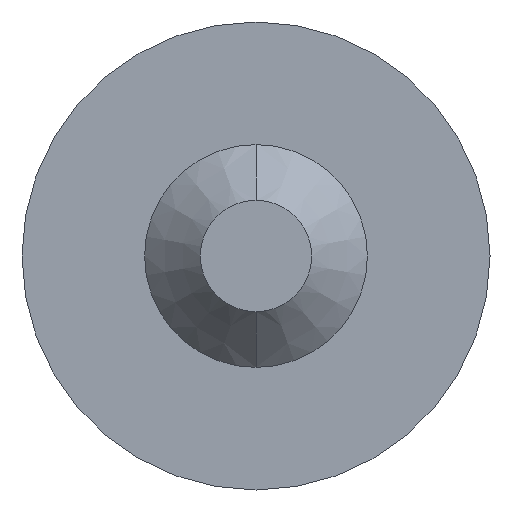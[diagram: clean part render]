
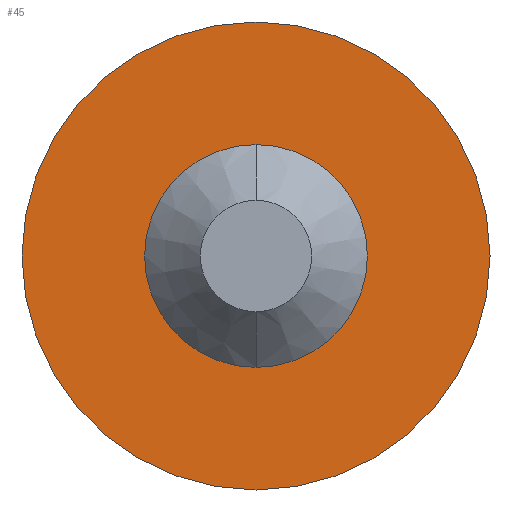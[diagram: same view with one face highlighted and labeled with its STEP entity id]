
A CAD part, front view. The second image highlights one B-rep face of the part: STEP entity #45.
In plain terms, the highlighted planar face has unit normal (0, -1, 0).
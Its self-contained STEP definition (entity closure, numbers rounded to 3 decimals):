
#38 = EDGE_CURVE ( 'NONE', #452, #44, #425, .T. ) ;
#44 = VERTEX_POINT ( 'NONE', #334 ) ;
#45 = ADVANCED_FACE ( 'NONE', ( #464, #47 ), #428, .F. ) ;
#47 = FACE_OUTER_BOUND ( 'NONE', #540, .T. ) ;
#53 = DIRECTION ( 'NONE',  ( 0., 0., 1. ) ) ;
#56 = CARTESIAN_POINT ( 'NONE',  ( 0., 0., 0. ) ) ;
#73 = CARTESIAN_POINT ( 'NONE',  ( 0., 0., 0. ) ) ;
#95 = CARTESIAN_POINT ( 'NONE',  ( 0., 0., -2.1 ) ) ;
#98 = ORIENTED_EDGE ( 'NONE', *, *, #600, .F. ) ;
#101 = AXIS2_PLACEMENT_3D ( 'NONE', #140, #242, #396 ) ;
#112 = AXIS2_PLACEMENT_3D ( 'NONE', #161, #363, #558 ) ;
#119 = CIRCLE ( 'NONE', #112, 2.1 ) ;
#126 = CIRCLE ( 'NONE', #460, 2.1 ) ;
#135 = DIRECTION ( 'NONE',  ( 0., 1., 0. ) ) ;
#140 = CARTESIAN_POINT ( 'NONE',  ( 0., 0., 0. ) ) ;
#146 = VERTEX_POINT ( 'NONE', #601 ) ;
#161 = CARTESIAN_POINT ( 'NONE',  ( 0., 0., 0. ) ) ;
#162 = EDGE_CURVE ( 'NONE', #44, #452, #439, .T. ) ;
#178 = ORIENTED_EDGE ( 'NONE', *, *, #162, .T. ) ;
#225 = DIRECTION ( 'NONE',  ( 0., 0., 1. ) ) ;
#242 = DIRECTION ( 'NONE',  ( 0., 1., 0. ) ) ;
#281 = DIRECTION ( 'NONE',  ( 0., 1., 0. ) ) ;
#283 = EDGE_LOOP ( 'NONE', ( #615, #178 ) ) ;
#334 = CARTESIAN_POINT ( 'NONE',  ( 0., 0., -1. ) ) ;
#355 = VERTEX_POINT ( 'NONE', #95 ) ;
#363 = DIRECTION ( 'NONE',  ( 0., 1., 0. ) ) ;
#378 = DIRECTION ( 'NONE',  ( 0., 0., 1. ) ) ;
#396 = DIRECTION ( 'NONE',  ( 0., 0., 1. ) ) ;
#402 = AXIS2_PLACEMENT_3D ( 'NONE', #526, #135, #378 ) ;
#425 = CIRCLE ( 'NONE', #402, 1. ) ;
#428 = PLANE ( 'NONE',  #101 ) ;
#433 = CARTESIAN_POINT ( 'NONE',  ( 0., 0., 1. ) ) ;
#439 = CIRCLE ( 'NONE', #510, 1. ) ;
#452 = VERTEX_POINT ( 'NONE', #433 ) ;
#460 = AXIS2_PLACEMENT_3D ( 'NONE', #73, #281, #225 ) ;
#464 = FACE_BOUND ( 'NONE', #283, .T. ) ;
#510 = AXIS2_PLACEMENT_3D ( 'NONE', #56, #597, #53 ) ;
#526 = CARTESIAN_POINT ( 'NONE',  ( 0., 0., 0. ) ) ;
#529 = EDGE_CURVE ( 'NONE', #146, #355, #119, .T. ) ;
#540 = EDGE_LOOP ( 'NONE', ( #98, #626 ) ) ;
#558 = DIRECTION ( 'NONE',  ( 0., 0., 1. ) ) ;
#597 = DIRECTION ( 'NONE',  ( 0., 1., 0. ) ) ;
#600 = EDGE_CURVE ( 'NONE', #355, #146, #126, .T. ) ;
#601 = CARTESIAN_POINT ( 'NONE',  ( 0., 0., 2.1 ) ) ;
#615 = ORIENTED_EDGE ( 'NONE', *, *, #38, .T. ) ;
#626 = ORIENTED_EDGE ( 'NONE', *, *, #529, .F. ) ;
